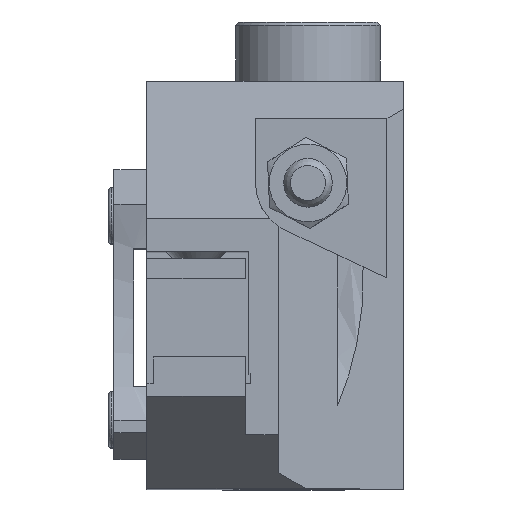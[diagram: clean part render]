
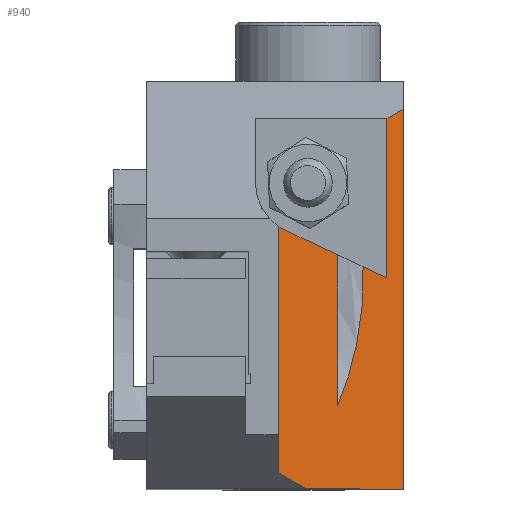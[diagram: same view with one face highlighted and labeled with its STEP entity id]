
A CAD part, top view. The second image highlights one B-rep face of the part: STEP entity #940.
In plain terms, the highlighted planar face has unit normal (0.707, 0, 0.707).
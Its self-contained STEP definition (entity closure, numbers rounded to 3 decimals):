
#44=ELLIPSE('',#3426,11.314,8.);
#47=ELLIPSE('',#3456,70.711,50.);
#190=LINE('',#4958,#495);
#192=LINE('',#4964,#497);
#196=LINE('',#4972,#501);
#203=LINE('',#4986,#508);
#228=LINE('',#5056,#533);
#271=LINE('',#5150,#576);
#275=LINE('',#5156,#580);
#276=LINE('',#5158,#581);
#277=LINE('',#5159,#582);
#495=VECTOR('',#3990,1.);
#497=VECTOR('',#3994,1.);
#501=VECTOR('',#4002,1.);
#508=VECTOR('',#4011,1.);
#533=VECTOR('',#4074,1.);
#576=VECTOR('',#4155,1.);
#580=VECTOR('',#4161,1.);
#581=VECTOR('',#4164,1.);
#582=VECTOR('',#4165,1.);
#940=ADVANCED_FACE('',(#1233),#1107,.T.);
#1107=PLANE('',#3475);
#1233=FACE_OUTER_BOUND('',#1405,.T.);
#1405=EDGE_LOOP('',(#1992,#1993,#1994,#1995,#1996,#1997,#1998,#1999,#2000,
#2001,#2002));
#1992=ORIENTED_EDGE('',*,*,#3025,.T.);
#1993=ORIENTED_EDGE('',*,*,#2940,.F.);
#1994=ORIENTED_EDGE('',*,*,#3030,.F.);
#1995=ORIENTED_EDGE('',*,*,#2929,.F.);
#1996=ORIENTED_EDGE('',*,*,#2976,.T.);
#1997=ORIENTED_EDGE('',*,*,#2974,.T.);
#1998=ORIENTED_EDGE('',*,*,#2926,.F.);
#1999=ORIENTED_EDGE('',*,*,#2919,.F.);
#2000=ORIENTED_EDGE('',*,*,#3029,.F.);
#2001=ORIENTED_EDGE('',*,*,#2933,.F.);
#2002=ORIENTED_EDGE('',*,*,#3031,.T.);
#2561=VERTEX_POINT('',#4944);
#2562=VERTEX_POINT('',#4945);
#2568=VERTEX_POINT('',#4959);
#2570=VERTEX_POINT('',#4963);
#2571=VERTEX_POINT('',#4965);
#2573=VERTEX_POINT('',#4973);
#2574=VERTEX_POINT('',#4974);
#2578=VERTEX_POINT('',#4985);
#2579=VERTEX_POINT('',#4987);
#2605=VERTEX_POINT('',#5057);
#2637=VERTEX_POINT('',#5151);
#2919=EDGE_CURVE('',#2561,#2562,#44,.T.);
#2926=EDGE_CURVE('',#2562,#2568,#190,.T.);
#2929=EDGE_CURVE('',#2570,#2571,#192,.T.);
#2933=EDGE_CURVE('',#2573,#2574,#196,.T.);
#2940=EDGE_CURVE('',#2578,#2579,#203,.T.);
#2974=EDGE_CURVE('',#2605,#2568,#228,.T.);
#2976=EDGE_CURVE('',#2570,#2605,#47,.T.);
#3025=EDGE_CURVE('',#2637,#2579,#271,.T.);
#3029=EDGE_CURVE('',#2574,#2561,#275,.T.);
#3030=EDGE_CURVE('',#2571,#2578,#276,.T.);
#3031=EDGE_CURVE('',#2573,#2637,#277,.T.);
#3426=AXIS2_PLACEMENT_3D('',#4943,#3977,#3978);
#3456=AXIS2_PLACEMENT_3D('',#5060,#4079,#4080);
#3475=AXIS2_PLACEMENT_3D('',#5160,#4166,#4167);
#3977=DIRECTION('',(0.707,0.,0.707));
#3978=DIRECTION('',(0.707,0.,-0.707));
#3990=DIRECTION('',(0.672,-0.313,-0.672));
#3994=DIRECTION('',(0.672,-0.313,-0.672));
#4002=DIRECTION('',(-0.655,0.378,0.655));
#4011=DIRECTION('',(0.655,0.378,-0.655));
#4074=DIRECTION('',(0.,1.,0.));
#4079=DIRECTION('',(-0.707,0.,-0.707));
#4080=DIRECTION('',(-0.707,0.,0.707));
#4155=DIRECTION('',(0.,1.,0.));
#4161=DIRECTION('',(0.,1.,0.));
#4164=DIRECTION('',(0.,1.,0.));
#4165=DIRECTION('',(0.707,0.,-0.707));
#4166=DIRECTION('',(0.707,0.,0.707));
#4167=DIRECTION('',(0.707,0.,-0.707));
#4943=CARTESIAN_POINT('',(-5.5,14.5,24.7));
#4944=CARTESIAN_POINT('',(-10.,7.886,29.2));
#4945=CARTESIAN_POINT('',(-8.881,7.25,28.081));
#4958=CARTESIAN_POINT('',(-1.636,3.871,20.836));
#4959=CARTESIAN_POINT('',(-1.,3.575,20.2));
#4963=CARTESIAN_POINT('',(2.869,1.771,16.331));
#4964=CARTESIAN_POINT('',(-1.636,3.871,20.836));
#4965=CARTESIAN_POINT('',(6.5,0.077,12.7));
#4972=CARTESIAN_POINT('',(-9.393,-29.897,28.593));
#4973=CARTESIAN_POINT('',(-5.751,-32.,24.951));
#4974=CARTESIAN_POINT('',(-10.,-29.547,29.2));
#4985=CARTESIAN_POINT('',(6.5,24.3,12.7));
#4986=CARTESIAN_POINT('',(-21.573,8.092,40.773));
#4987=CARTESIAN_POINT('',(9.,25.743,10.2));
#5056=CARTESIAN_POINT('',(-1.,-32.,20.2));
#5057=CARTESIAN_POINT('',(-1.,-19.359,20.2));
#5060=CARTESIAN_POINT('',(-47.1,0.,66.3));
#5150=CARTESIAN_POINT('',(9.,-32.,10.2));
#5151=CARTESIAN_POINT('',(9.,-32.,10.2));
#5156=CARTESIAN_POINT('',(-10.,-32.,29.2));
#5158=CARTESIAN_POINT('',(6.5,26.5,12.7));
#5159=CARTESIAN_POINT('',(-10.,-32.,29.2));
#5160=CARTESIAN_POINT('',(-10.,-32.,29.2));
